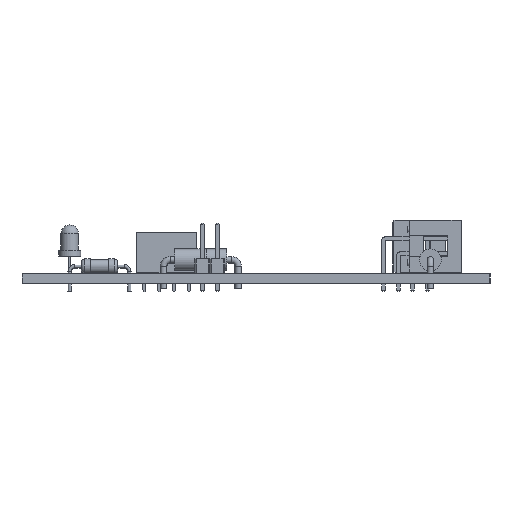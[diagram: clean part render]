
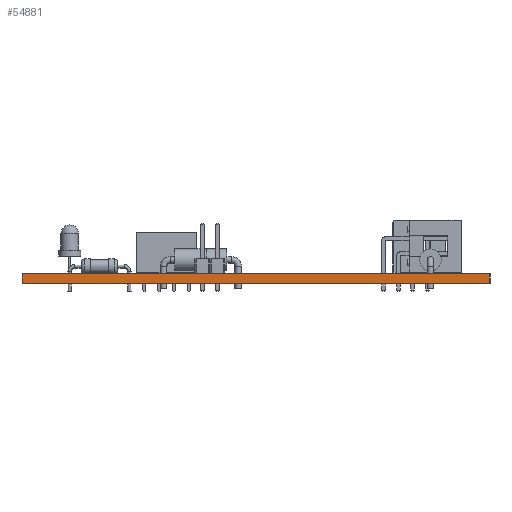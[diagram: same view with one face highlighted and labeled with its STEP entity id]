
A CAD part, left-side view. The second image highlights one B-rep face of the part: STEP entity #54881.
In plain terms, the highlighted planar face has unit normal (-1, 0, 0).
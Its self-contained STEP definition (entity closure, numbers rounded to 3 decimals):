
#45776 = PLANE('',#45777);
#45777 = AXIS2_PLACEMENT_3D('',#45778,#45779,#45780);
#45778 = CARTESIAN_POINT('',(114.207,-83.554,1.58));
#45779 = DIRECTION('',(-0.,-0.,-1.));
#45780 = DIRECTION('',(-1.,0.,0.));
#45804 = PLANE('',#45805);
#45805 = AXIS2_PLACEMENT_3D('',#45806,#45807,#45808);
#45806 = CARTESIAN_POINT('',(179.705,-123.444,0.));
#45807 = DIRECTION('',(0.,-1.,0.));
#45808 = DIRECTION('',(-1.,0.,0.));
#45830 = PLANE('',#45831);
#45831 = AXIS2_PLACEMENT_3D('',#45832,#45833,#45834);
#45832 = CARTESIAN_POINT('',(114.207,-83.554,0.));
#45833 = DIRECTION('',(-0.,-0.,-1.));
#45834 = DIRECTION('',(-1.,0.,0.));
#45923 = VERTEX_POINT('',#45924);
#45924 = CARTESIAN_POINT('',(48.641,-123.444,1.58));
#45945 = EDGE_CURVE('',#45946,#45923,#45948,.T.);
#45946 = VERTEX_POINT('',#45947);
#45947 = CARTESIAN_POINT('',(48.641,-123.444,0.));
#45948 = SURFACE_CURVE('',#45949,(#45953,#45960),.PCURVE_S1.);
#45949 = LINE('',#45950,#45951);
#45950 = CARTESIAN_POINT('',(48.641,-123.444,0.));
#45951 = VECTOR('',#45952,1.);
#45952 = DIRECTION('',(0.,0.,1.));
#45953 = PCURVE('',#45804,#45954);
#45954 = DEFINITIONAL_REPRESENTATION('',(#45955),#45959);
#45955 = LINE('',#45956,#45957);
#45956 = CARTESIAN_POINT('',(131.064,0.));
#45957 = VECTOR('',#45958,1.);
#45958 = DIRECTION('',(0.,-1.));
#45959 = ( GEOMETRIC_REPRESENTATION_CONTEXT(2) 
PARAMETRIC_REPRESENTATION_CONTEXT() REPRESENTATION_CONTEXT('2D SPACE',''
  ) );
#45960 = PCURVE('',#45961,#45966);
#45961 = PLANE('',#45962);
#45962 = AXIS2_PLACEMENT_3D('',#45963,#45964,#45965);
#45963 = CARTESIAN_POINT('',(48.641,-123.444,0.));
#45964 = DIRECTION('',(-1.,0.,0.));
#45965 = DIRECTION('',(0.,1.,0.));
#45966 = DEFINITIONAL_REPRESENTATION('',(#45967),#45971);
#45967 = LINE('',#45968,#45969);
#45968 = CARTESIAN_POINT('',(0.,0.));
#45969 = VECTOR('',#45970,1.);
#45970 = DIRECTION('',(0.,-1.));
#45971 = ( GEOMETRIC_REPRESENTATION_CONTEXT(2) 
PARAMETRIC_REPRESENTATION_CONTEXT() REPRESENTATION_CONTEXT('2D SPACE',''
  ) );
#45999 = EDGE_CURVE('',#45946,#46000,#46002,.T.);
#46000 = VERTEX_POINT('',#46001);
#46001 = CARTESIAN_POINT('',(48.641,-43.688,0.));
#46002 = SURFACE_CURVE('',#46003,(#46007,#46014),.PCURVE_S1.);
#46003 = LINE('',#46004,#46005);
#46004 = CARTESIAN_POINT('',(48.641,-123.444,0.));
#46005 = VECTOR('',#46006,1.);
#46006 = DIRECTION('',(0.,1.,0.));
#46007 = PCURVE('',#45830,#46008);
#46008 = DEFINITIONAL_REPRESENTATION('',(#46009),#46013);
#46009 = LINE('',#46010,#46011);
#46010 = CARTESIAN_POINT('',(65.566,-39.89));
#46011 = VECTOR('',#46012,1.);
#46012 = DIRECTION('',(0.,1.));
#46013 = ( GEOMETRIC_REPRESENTATION_CONTEXT(2) 
PARAMETRIC_REPRESENTATION_CONTEXT() REPRESENTATION_CONTEXT('2D SPACE',''
  ) );
#46014 = PCURVE('',#45961,#46015);
#46015 = DEFINITIONAL_REPRESENTATION('',(#46016),#46020);
#46016 = LINE('',#46017,#46018);
#46017 = CARTESIAN_POINT('',(0.,0.));
#46018 = VECTOR('',#46019,1.);
#46019 = DIRECTION('',(1.,0.));
#46020 = ( GEOMETRIC_REPRESENTATION_CONTEXT(2) 
PARAMETRIC_REPRESENTATION_CONTEXT() REPRESENTATION_CONTEXT('2D SPACE',''
  ) );
#46038 = PLANE('',#46039);
#46039 = AXIS2_PLACEMENT_3D('',#46040,#46041,#46042);
#46040 = CARTESIAN_POINT('',(48.641,-43.688,0.));
#46041 = DIRECTION('',(0.,1.,0.));
#46042 = DIRECTION('',(1.,0.,0.));
#50767 = EDGE_CURVE('',#45923,#50768,#50770,.T.);
#50768 = VERTEX_POINT('',#50769);
#50769 = CARTESIAN_POINT('',(48.641,-43.688,1.58));
#50770 = SURFACE_CURVE('',#50771,(#50775,#50782),.PCURVE_S1.);
#50771 = LINE('',#50772,#50773);
#50772 = CARTESIAN_POINT('',(48.641,-123.444,1.58));
#50773 = VECTOR('',#50774,1.);
#50774 = DIRECTION('',(0.,1.,0.));
#50775 = PCURVE('',#45776,#50776);
#50776 = DEFINITIONAL_REPRESENTATION('',(#50777),#50781);
#50777 = LINE('',#50778,#50779);
#50778 = CARTESIAN_POINT('',(65.566,-39.89));
#50779 = VECTOR('',#50780,1.);
#50780 = DIRECTION('',(0.,1.));
#50781 = ( GEOMETRIC_REPRESENTATION_CONTEXT(2) 
PARAMETRIC_REPRESENTATION_CONTEXT() REPRESENTATION_CONTEXT('2D SPACE',''
  ) );
#50782 = PCURVE('',#45961,#50783);
#50783 = DEFINITIONAL_REPRESENTATION('',(#50784),#50788);
#50784 = LINE('',#50785,#50786);
#50785 = CARTESIAN_POINT('',(0.,-1.58));
#50786 = VECTOR('',#50787,1.);
#50787 = DIRECTION('',(1.,0.));
#50788 = ( GEOMETRIC_REPRESENTATION_CONTEXT(2) 
PARAMETRIC_REPRESENTATION_CONTEXT() REPRESENTATION_CONTEXT('2D SPACE',''
  ) );
#54881 = ADVANCED_FACE('',(#54882),#45961,.T.);
#54882 = FACE_BOUND('',#54883,.T.);
#54883 = EDGE_LOOP('',(#54884,#54885,#54886,#54907));
#54884 = ORIENTED_EDGE('',*,*,#45945,.T.);
#54885 = ORIENTED_EDGE('',*,*,#50767,.T.);
#54886 = ORIENTED_EDGE('',*,*,#54887,.F.);
#54887 = EDGE_CURVE('',#46000,#50768,#54888,.T.);
#54888 = SURFACE_CURVE('',#54889,(#54893,#54900),.PCURVE_S1.);
#54889 = LINE('',#54890,#54891);
#54890 = CARTESIAN_POINT('',(48.641,-43.688,0.));
#54891 = VECTOR('',#54892,1.);
#54892 = DIRECTION('',(0.,0.,1.));
#54893 = PCURVE('',#45961,#54894);
#54894 = DEFINITIONAL_REPRESENTATION('',(#54895),#54899);
#54895 = LINE('',#54896,#54897);
#54896 = CARTESIAN_POINT('',(79.756,0.));
#54897 = VECTOR('',#54898,1.);
#54898 = DIRECTION('',(0.,-1.));
#54899 = ( GEOMETRIC_REPRESENTATION_CONTEXT(2) 
PARAMETRIC_REPRESENTATION_CONTEXT() REPRESENTATION_CONTEXT('2D SPACE',''
  ) );
#54900 = PCURVE('',#46038,#54901);
#54901 = DEFINITIONAL_REPRESENTATION('',(#54902),#54906);
#54902 = LINE('',#54903,#54904);
#54903 = CARTESIAN_POINT('',(0.,0.));
#54904 = VECTOR('',#54905,1.);
#54905 = DIRECTION('',(0.,-1.));
#54906 = ( GEOMETRIC_REPRESENTATION_CONTEXT(2) 
PARAMETRIC_REPRESENTATION_CONTEXT() REPRESENTATION_CONTEXT('2D SPACE',''
  ) );
#54907 = ORIENTED_EDGE('',*,*,#45999,.F.);
